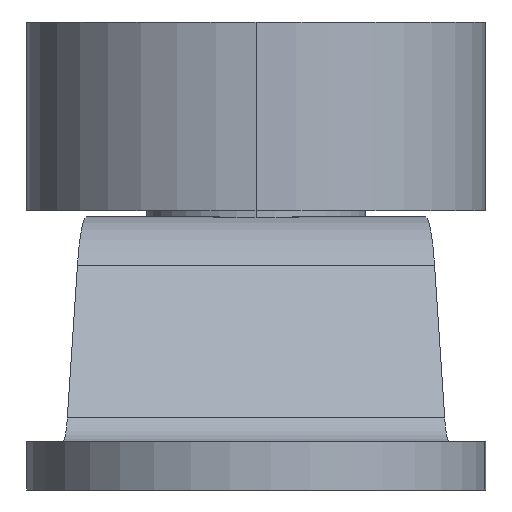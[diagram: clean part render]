
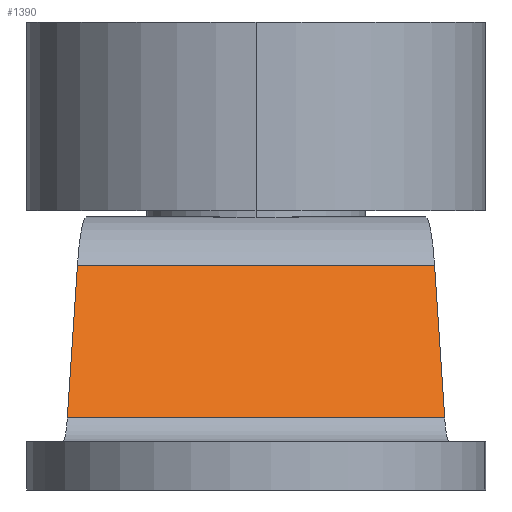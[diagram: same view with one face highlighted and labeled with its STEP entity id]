
A CAD part, front view. The second image highlights one B-rep face of the part: STEP entity #1390.
In plain terms, the highlighted planar face has unit normal (0, -0.86, 0.51).
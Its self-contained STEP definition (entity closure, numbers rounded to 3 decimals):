
#1390=ADVANCED_FACE('',(#3426),#3427,.F.);
#2690=VERTEX_POINT('',#4737);
#2694=VERTEX_POINT('',#4741);
#2698=EDGE_CURVE('',#2694,#2690,#4745,.T.);
#2700=VERTEX_POINT('',#4747);
#2702=EDGE_CURVE('',#2690,#2700,#4749,.T.);
#2704=VERTEX_POINT('',#4751);
#2706=EDGE_CURVE('',#2704,#2694,#4753,.T.);
#2708=EDGE_CURVE('',#2704,#2700,#4755,.T.);
#3426=FACE_OUTER_BOUND('',#5495,.T.);
#3427=PLANE('',#5496);
#4737=CARTESIAN_POINT('',(1.672,25.186,2.98));
#4741=CARTESIAN_POINT('',(17.275,25.186,2.98));
#4745=LINE('',#7476,#7477);
#4747=CARTESIAN_POINT('',(2.09,28.924,9.289));
#4749=LINE('',#7482,#7483);
#4751=CARTESIAN_POINT('',(16.857,28.924,9.289));
#4753=LINE('',#7488,#7489);
#4755=LINE('',#7492,#7493);
#5495=EDGE_LOOP('',(#9155,#9156,#9157,#9158));
#5496=AXIS2_PLACEMENT_3D('',#9159,#9160,#9161);
#7476=CARTESIAN_POINT('',(19.473,25.186,2.98));
#7477=VECTOR('',#9850,1.0);
#7482=CARTESIAN_POINT('',(1.413,22.87,-0.929));
#7483=VECTOR('',#9851,1.0);
#7488=CARTESIAN_POINT('',(17.175,26.077,4.483));
#7489=VECTOR('',#9852,1.0);
#7492=CARTESIAN_POINT('',(19.473,28.924,9.289));
#7493=VECTOR('',#9853,1.0);
#9155=ORIENTED_EDGE('',*,*,#2702,.F.);
#9156=ORIENTED_EDGE('',*,*,#2698,.F.);
#9157=ORIENTED_EDGE('',*,*,#2706,.F.);
#9158=ORIENTED_EDGE('',*,*,#2708,.T.);
#9159=CARTESIAN_POINT('',(19.473,25.186,2.98));
#9160=DIRECTION('',(0.0,0.86,-0.51));
#9161=DIRECTION('',(1.0,0.0,0.0));
#9850=DIRECTION('',(-1.0,0.0,0.0));
#9851=DIRECTION('',(0.057,0.509,0.859));
#9852=DIRECTION('',(0.057,-0.509,-0.859));
#9853=DIRECTION('',(-1.0,0.0,0.0));
